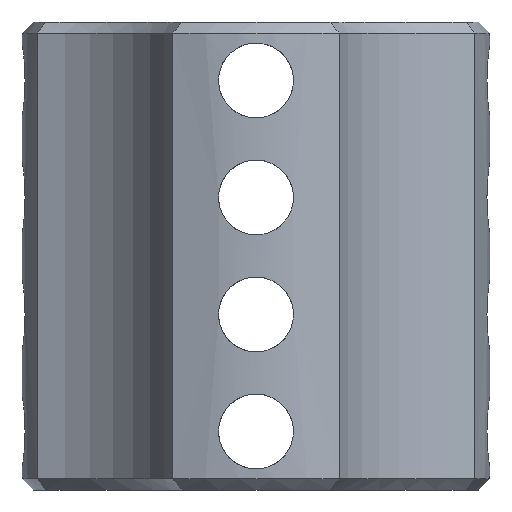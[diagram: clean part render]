
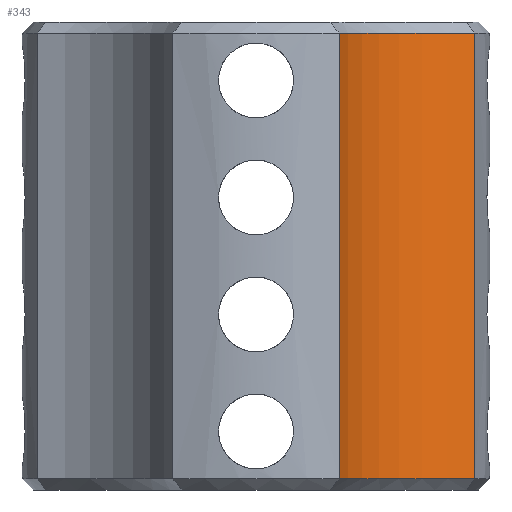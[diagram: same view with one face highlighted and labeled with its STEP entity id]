
A CAD part, front view. The second image highlights one B-rep face of the part: STEP entity #343.
In plain terms, the highlighted cylindrical face has radius 5 mm (diameter 10 mm), a partial arc.
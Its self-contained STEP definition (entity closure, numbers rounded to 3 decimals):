
#21 = EDGE_CURVE('',#22,#24,#26,.T.);
#22 = VERTEX_POINT('',#23);
#23 = CARTESIAN_POINT('',(5.841,-2.225,0.3));
#24 = VERTEX_POINT('',#25);
#25 = CARTESIAN_POINT('',(5.841,-2.225,12.2));
#26 = LINE('',#27,#28);
#27 = CARTESIAN_POINT('',(5.841,-2.225,0.));
#28 = VECTOR('',#29,1.);
#29 = DIRECTION('',(0.,0.,1.));
#343 = ADVANCED_FACE('',(#344),#371,.F.);
#344 = FACE_BOUND('',#345,.T.);
#345 = EDGE_LOOP('',(#346,#347,#356,#364));
#346 = ORIENTED_EDGE('',*,*,#21,.T.);
#347 = ORIENTED_EDGE('',*,*,#348,.T.);
#348 = EDGE_CURVE('',#24,#349,#351,.T.);
#349 = VERTEX_POINT('',#350);
#350 = CARTESIAN_POINT('',(2.225,-5.841,12.2));
#351 = CIRCLE('',#352,5.);
#352 = AXIS2_PLACEMENT_3D('',#353,#354,#355);
#353 = CARTESIAN_POINT('',(7.071,-7.071,12.2));
#354 = DIRECTION('',(0.,0.,1.));
#355 = DIRECTION('',(-0.246,0.969,0.));
#356 = ORIENTED_EDGE('',*,*,#357,.F.);
#357 = EDGE_CURVE('',#358,#349,#360,.T.);
#358 = VERTEX_POINT('',#359);
#359 = CARTESIAN_POINT('',(2.225,-5.841,0.3));
#360 = LINE('',#361,#362);
#361 = CARTESIAN_POINT('',(2.225,-5.841,0.));
#362 = VECTOR('',#363,1.);
#363 = DIRECTION('',(0.,0.,1.));
#364 = ORIENTED_EDGE('',*,*,#365,.F.);
#365 = EDGE_CURVE('',#22,#358,#366,.T.);
#366 = CIRCLE('',#367,5.);
#367 = AXIS2_PLACEMENT_3D('',#368,#369,#370);
#368 = CARTESIAN_POINT('',(7.071,-7.071,0.3));
#369 = DIRECTION('',(0.,0.,1.));
#370 = DIRECTION('',(-0.246,0.969,0.));
#371 = CYLINDRICAL_SURFACE('',#372,5.);
#372 = AXIS2_PLACEMENT_3D('',#373,#374,#375);
#373 = CARTESIAN_POINT('',(7.071,-7.071,0.));
#374 = DIRECTION('',(-0.,-0.,-1.));
#375 = DIRECTION('',(1.,0.,0.));
